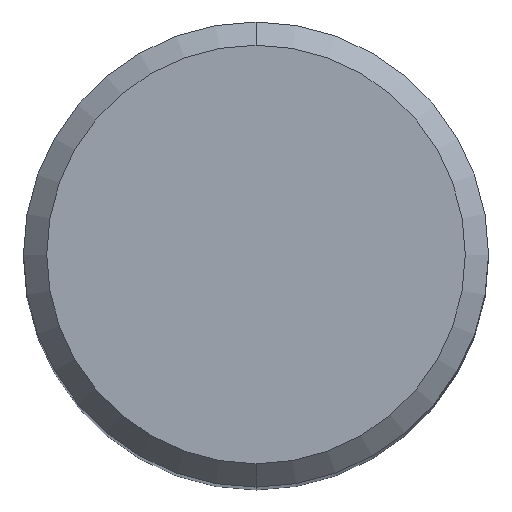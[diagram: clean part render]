
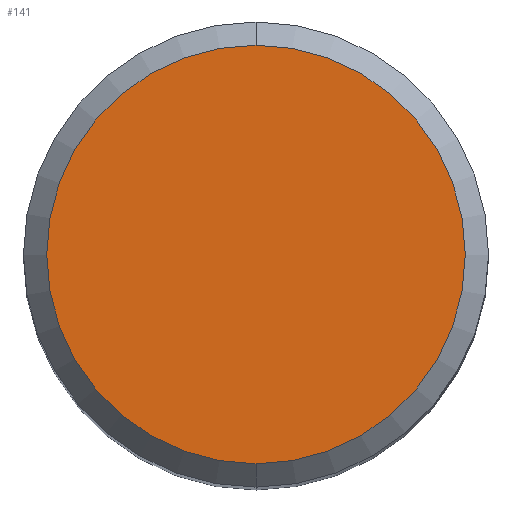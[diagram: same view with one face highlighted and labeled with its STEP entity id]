
A CAD part, top view. The second image highlights one B-rep face of the part: STEP entity #141.
In plain terms, the highlighted planar face has unit normal (0, 0, 1).
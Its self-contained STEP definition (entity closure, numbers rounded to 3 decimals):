
#141=ADVANCED_FACE('',(#303),#304,.T.);
#147=EDGE_CURVE('',#177,#207,#311,.T.);
#177=VERTEX_POINT('',#342);
#207=VERTEX_POINT('',#374);
#215=EDGE_CURVE('',#207,#177,#382,.T.);
#303=FACE_OUTER_BOUND('',#473,.T.);
#304=PLANE('',#474);
#311=CIRCLE('',#482,5.4);
#342=CARTESIAN_POINT('',(0.0,5.4,0.0));
#374=CARTESIAN_POINT('',(0.,-5.4,0.0));
#382=CIRCLE('',#578,5.4);
#473=EDGE_LOOP('',(#699,#700));
#474=AXIS2_PLACEMENT_3D('',#701,#702,#703);
#482=AXIS2_PLACEMENT_3D('',#712,#713,#714);
#578=AXIS2_PLACEMENT_3D('',#774,#775,#776);
#699=ORIENTED_EDGE('',*,*,#147,.F.);
#700=ORIENTED_EDGE('',*,*,#215,.F.);
#701=CARTESIAN_POINT('',(0.0,2.7,0.0));
#702=DIRECTION('',(-0.0,0.0,1.0));
#703=DIRECTION('',(0.0,-1.0,0.0));
#712=CARTESIAN_POINT('',(0.0,0.0,0.0));
#713=DIRECTION('',(0.0,0.0,-1.0));
#714=DIRECTION('',(0.0,1.0,0.0));
#774=CARTESIAN_POINT('',(0.0,0.0,0.0));
#775=DIRECTION('',(0.0,0.0,-1.0));
#776=DIRECTION('',(0.0,1.0,0.0));
